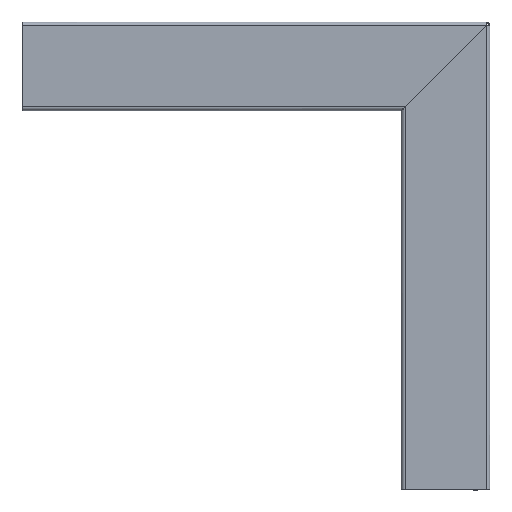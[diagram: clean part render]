
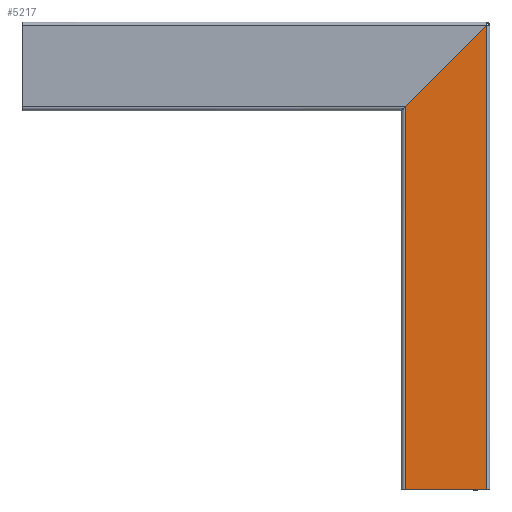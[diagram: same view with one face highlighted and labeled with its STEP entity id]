
A CAD part, front view. The second image highlights one B-rep face of the part: STEP entity #5217.
In plain terms, the highlighted planar face has unit normal (0, -1, 0).
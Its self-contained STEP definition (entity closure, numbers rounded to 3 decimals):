
#214 = ORIENTED_EDGE ( 'NONE', *, *, #751, .F. ) ;
#277 = LINE ( 'NONE', #5279, #1727 ) ;
#751 = EDGE_CURVE ( 'NONE', #2237, #2599, #277, .T. ) ;
#1024 = VECTOR ( 'NONE', #4246, 1000. ) ;
#1110 = PLANE ( 'NONE',  #7347 ) ;
#1203 = FACE_OUTER_BOUND ( 'NONE', #5887, .T. ) ;
#1391 = CARTESIAN_POINT ( 'NONE',  ( 3., -65., -66.024 ) ) ;
#1588 = EDGE_CURVE ( 'NONE', #2599, #4199, #6406, .T. ) ;
#1718 = CARTESIAN_POINT ( 'NONE',  ( 3., -65., 368.5 ) ) ;
#1727 = VECTOR ( 'NONE', #4947, 1000. ) ;
#1934 = CARTESIAN_POINT ( 'NONE',  ( 67., -65., -368.5 ) ) ;
#2237 = VERTEX_POINT ( 'NONE', #3339 ) ;
#2408 = CARTESIAN_POINT ( 'NONE',  ( 3., -65., -368.5 ) ) ;
#2599 = VERTEX_POINT ( 'NONE', #1934 ) ;
#2949 = DIRECTION ( 'NONE',  ( 0., 0., -1. ) ) ;
#3215 = EDGE_CURVE ( 'NONE', #4379, #2237, #3863, .T. ) ;
#3241 = VECTOR ( 'NONE', #5493, 1000. ) ;
#3339 = CARTESIAN_POINT ( 'NONE',  ( 67., -65., -2.024 ) ) ;
#3863 = LINE ( 'NONE', #4402, #5806 ) ;
#4199 = VERTEX_POINT ( 'NONE', #2408 ) ;
#4246 = DIRECTION ( 'NONE',  ( 0., 0., -1. ) ) ;
#4250 = EDGE_CURVE ( 'NONE', #4379, #4199, #6184, .T. ) ;
#4379 = VERTEX_POINT ( 'NONE', #1391 ) ;
#4402 = CARTESIAN_POINT ( 'NONE',  ( 220.262, -65., 151.238 ) ) ;
#4474 = ORIENTED_EDGE ( 'NONE', *, *, #1588, .F. ) ;
#4851 = CARTESIAN_POINT ( 'NONE',  ( 3., -65., 368.5 ) ) ;
#4947 = DIRECTION ( 'NONE',  ( 0., 0., -1. ) ) ;
#5217 = ADVANCED_FACE ( 'NONE', ( #1203 ), #1110, .T. ) ;
#5247 = ORIENTED_EDGE ( 'NONE', *, *, #4250, .T. ) ;
#5279 = CARTESIAN_POINT ( 'NONE',  ( 67., -65., 368.5 ) ) ;
#5314 = ORIENTED_EDGE ( 'NONE', *, *, #3215, .F. ) ;
#5493 = DIRECTION ( 'NONE',  ( -1., 0., 0. ) ) ;
#5806 = VECTOR ( 'NONE', #6764, 1000. ) ;
#5887 = EDGE_LOOP ( 'NONE', ( #5314, #5247, #4474, #214 ) ) ;
#6184 = LINE ( 'NONE', #4851, #1024 ) ;
#6406 = LINE ( 'NONE', #7296, #3241 ) ;
#6511 = DIRECTION ( 'NONE',  ( 0., -1., 0. ) ) ;
#6764 = DIRECTION ( 'NONE',  ( 0.707, 0., 0.707 ) ) ;
#7296 = CARTESIAN_POINT ( 'NONE',  ( 3., -65., -368.5 ) ) ;
#7347 = AXIS2_PLACEMENT_3D ( 'NONE', #1718, #6511, #2949 ) ;
